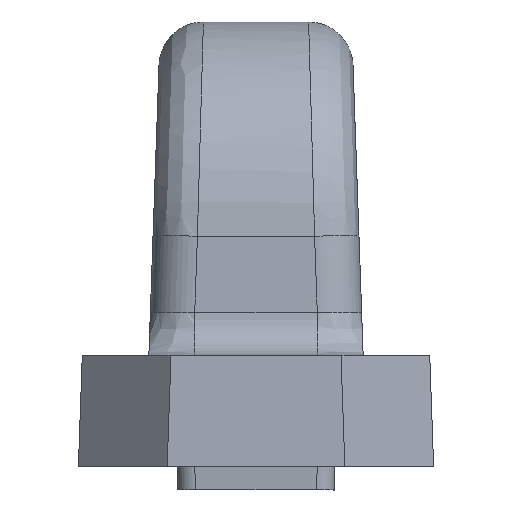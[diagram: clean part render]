
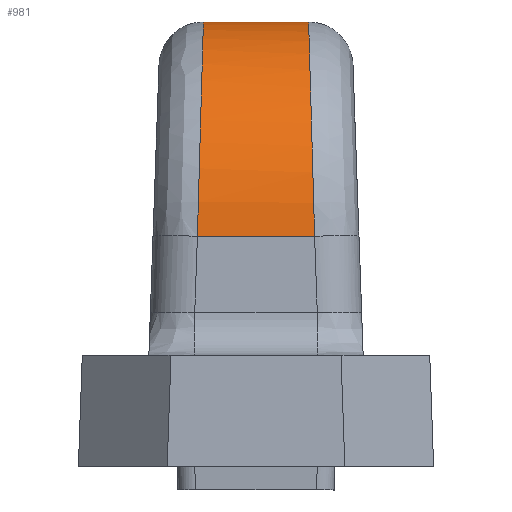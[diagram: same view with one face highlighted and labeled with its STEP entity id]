
A CAD part, left-side view. The second image highlights one B-rep face of the part: STEP entity #981.
In plain terms, the highlighted cylindrical face has radius 6.35 mm (diameter 12.7 mm), a partial arc.
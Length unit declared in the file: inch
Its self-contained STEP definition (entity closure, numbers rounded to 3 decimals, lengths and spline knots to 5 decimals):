
#56=B_SPLINE_CURVE_WITH_KNOTS('',3,(#2271,#2272,#2273,#2274,#2275,#2276,
#2277),.UNSPECIFIED.,.F.,.F.,(4,1,1,1,4),(0.,0.2502,0.50023,
0.75015,1.),.UNSPECIFIED.);
#66=B_SPLINE_CURVE_WITH_KNOTS('',3,(#3139,#3140,#3141,#3142,#3143,#3144,
#3145,#3146,#3147,#3148,#3149,#3150,#3151,#3152,#3153,#3154,#3155,#3156,
#3157,#3158,#3159,#3160,#3161),.UNSPECIFIED.,.F.,.F.,(4,2,2,2,2,2,1,1,1,
2,2,2,4),(0.,0.125,0.25,0.375,0.4375,
0.46875,0.48438,0.49219,0.49609,
0.49805,0.5,0.75,1.),.UNSPECIFIED.);
#156=LINE('',#3132,#244);
#159=LINE('',#3137,#247);
#244=VECTOR('',#1279,0.11851);
#247=VECTOR('',#1284,0.13199);
#285=CYLINDRICAL_SURFACE('',#1069,0.25);
#335=FACE_OUTER_BOUND('',#395,.T.);
#395=EDGE_LOOP('',(#899,#900,#901,#902));
#486=VERTEX_POINT('',#1925);
#488=VERTEX_POINT('',#2134);
#507=VERTEX_POINT('',#3131);
#508=VERTEX_POINT('',#3135);
#594=EDGE_CURVE('',#488,#486,#56,.T.);
#641=EDGE_CURVE('',#507,#486,#156,.T.);
#644=EDGE_CURVE('',#508,#488,#159,.T.);
#645=EDGE_CURVE('',#508,#507,#66,.T.);
#899=ORIENTED_EDGE('',*,*,#641,.T.);
#900=ORIENTED_EDGE('',*,*,#594,.F.);
#901=ORIENTED_EDGE('',*,*,#644,.F.);
#902=ORIENTED_EDGE('',*,*,#645,.T.);
#981=ADVANCED_FACE('',(#335),#285,.T.);
#1069=AXIS2_PLACEMENT_3D('',#3138,#1285,#1286);
#1279=DIRECTION('',(0.,1.,0.));
#1284=DIRECTION('',(0.,1.,0.));
#1285=DIRECTION('center_axis',(0.,-1.,0.));
#1286=DIRECTION('ref_axis',(0.,0.,-1.));
#1925=CARTESIAN_POINT('',(-3.00221,0.03062,0.5));
#2134=CARTESIAN_POINT('',(-3.25206,0.03736,0.25872));
#2271=CARTESIAN_POINT('Ctrl Pts',(-3.25206,0.03736,
0.25872));
#2272=CARTESIAN_POINT('Ctrl Pts',(-3.25095,0.03647,
0.29051));
#2273=CARTESIAN_POINT('Ctrl Pts',(-3.23629,0.03469,
0.35427));
#2274=CARTESIAN_POINT('Ctrl Pts',(-3.18019,0.03246,
0.43427));
#2275=CARTESIAN_POINT('Ctrl Pts',(-3.0983,0.03097,
0.48756));
#2276=CARTESIAN_POINT('Ctrl Pts',(-3.03401,0.03062,
0.5));
#2277=CARTESIAN_POINT('Ctrl Pts',(-3.00221,0.03062,0.5));
#3131=CARTESIAN_POINT('',(-3.00221,-0.08789,0.5));
#3132=CARTESIAN_POINT('',(-3.00221,-0.08789,0.5));
#3135=CARTESIAN_POINT('',(-3.25206,-0.09463,0.25872));
#3137=CARTESIAN_POINT('',(-3.25206,-0.09463,0.25872));
#3138=CARTESIAN_POINT('Origin',(-3.00221,0.09506,0.25));
#3139=CARTESIAN_POINT('Ctrl Pts',(-3.25206,-0.09463,
0.25872));
#3140=CARTESIAN_POINT('Ctrl Pts',(-3.25134,-0.09406,
0.2792));
#3141=CARTESIAN_POINT('Ctrl Pts',(-3.24815,-0.09353,
0.29843));
#3142=CARTESIAN_POINT('Ctrl Pts',(-3.23851,-0.09256,
0.33362));
#3143=CARTESIAN_POINT('Ctrl Pts',(-3.23208,-0.09212,
0.34959));
#3144=CARTESIAN_POINT('Ctrl Pts',(-3.21751,-0.09132,
0.37807));
#3145=CARTESIAN_POINT('Ctrl Pts',(-3.20938,-0.09097,
0.3906));
#3146=CARTESIAN_POINT('Ctrl Pts',(-3.19688,-0.0905,
0.40701));
#3147=CARTESIAN_POINT('Ctrl Pts',(-3.19266,-0.09036,
0.41208));
#3148=CARTESIAN_POINT('Ctrl Pts',(-3.18634,-0.09016,
0.41913));
#3149=CARTESIAN_POINT('Ctrl Pts',(-3.18423,-0.09009,
0.42139));
#3150=CARTESIAN_POINT('Ctrl Pts',(-3.18109,-0.09,
0.42465));
#3151=CARTESIAN_POINT('Ctrl Pts',(-3.17953,-0.08996,
0.42625));
#3152=CARTESIAN_POINT('Ctrl Pts',(-3.17771,-0.08991,
0.42805));
#3153=CARTESIAN_POINT('Ctrl Pts',(-3.1768,-0.08988,
0.42894));
#3154=CARTESIAN_POINT('Ctrl Pts',(-3.17641,-0.08987,
0.42932));
#3155=CARTESIAN_POINT('Ctrl Pts',(-3.17615,-0.08986,
0.42957));
#3156=CARTESIAN_POINT('Ctrl Pts',(-3.17608,-0.08986,
0.42963));
#3157=CARTESIAN_POINT('Ctrl Pts',(-3.15158,-0.0892,
0.4533));
#3158=CARTESIAN_POINT('Ctrl Pts',(-3.12316,-0.08871,
0.47112));
#3159=CARTESIAN_POINT('Ctrl Pts',(-3.06356,-0.08805,
0.49446));
#3160=CARTESIAN_POINT('Ctrl Pts',(-3.03241,-0.08789,
0.5));
#3161=CARTESIAN_POINT('Ctrl Pts',(-3.00221,-0.08789,
0.5));
